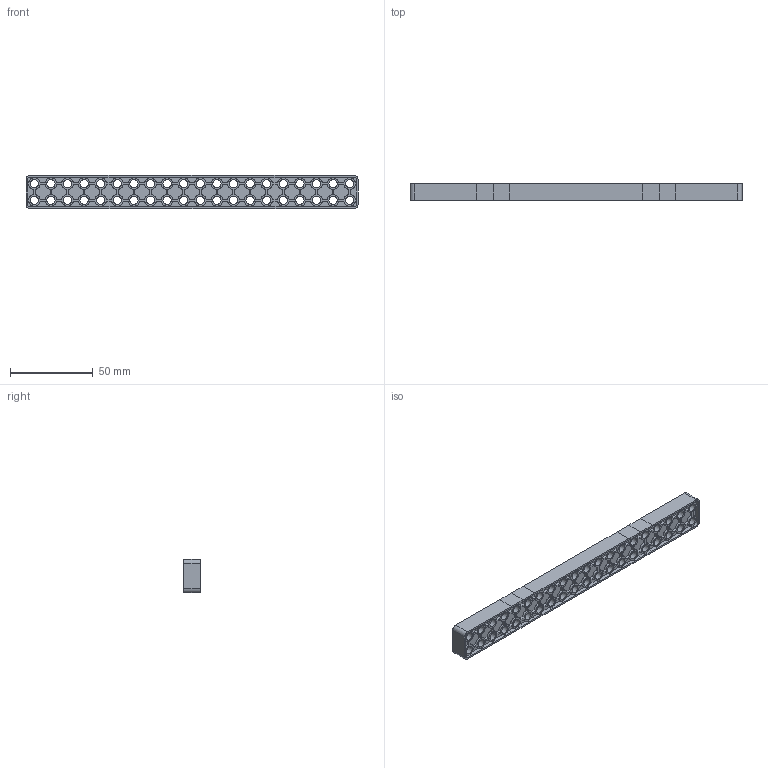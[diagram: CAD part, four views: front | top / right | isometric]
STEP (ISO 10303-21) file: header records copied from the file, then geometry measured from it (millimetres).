
FILE_DESCRIPTION(/* description */ ('Unknown'),/* implementation_level */ '2;1');
FILE_NAME(/* name */ '2x20',/* time_stamp */ '2018-06-25T19:18:37+02:00',/* author */ ('Unknown'),/* organization */ ('Unknown'),/* preprocessor_version */ 'ST-DEVELOPER v16.7',/* originating_system */ 'DEX',/* authorisation */ $);
FILE_SCHEMA (('TECHNICAL_DATA_PACKAGING','AUTOMOTIVE_DESIGN {1 0 10303 214 3 1 1}'));
Length unit declared in the file: millimetre
Products named in the file (1): 2x20
Bounding box: 200 x 10 x 20.01 mm (x, y, z)
Volume: 22171.6 mm3; surface area: 21260.8 mm2
Topology: 1 solids, 1 shells, 990 faces, 2844 edges, 1896 vertices
Faces by surface type: plane 618, cylinder 372
Full cylindrical faces by diameter (mm): 5 x40
Entity records: 32442 total; most frequent: CARTESIAN_POINT 5691, ORIENTED_EDGE 5608, DIRECTION 5530, EDGE_CURVE 2804, LINE 2060, VECTOR 2060, VERTEX_POINT 1896, AXIS2_PLACEMENT_3D 1735
